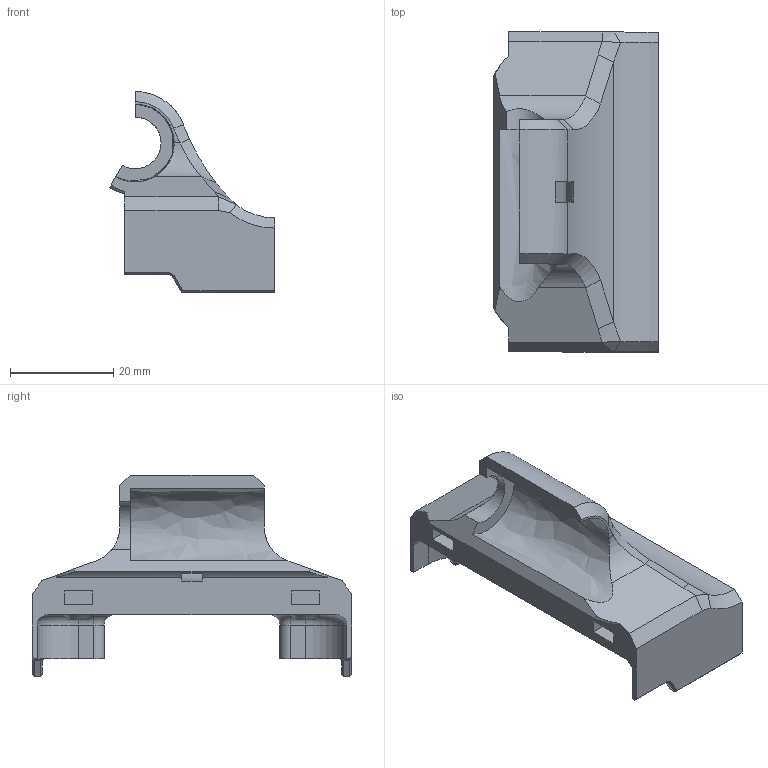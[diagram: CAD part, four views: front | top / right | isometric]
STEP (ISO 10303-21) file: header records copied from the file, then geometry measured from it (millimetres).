
FILE_DESCRIPTION(('FreeCAD Model'),'2;1');
FILE_NAME('RYcarriage.step','2016-11-14T20:05:13',('Author'),(''), 'Open CASCADE STEP processor 6.8','FreeCAD','Unknown');
FILE_SCHEMA(('AUTOMOTIVE_DESIGN_CC2 { 1 2 10303 214 -1 1 5 4 }'));
Length unit declared in the file: millimetre
Products named in the file (2): ASSEMBLY; RYCarriage
Assembly tree (1 placements, depth 2):
  ASSEMBLY
    RYCarriage
Bounding box: 32 x 62 x 39 mm (x, y, z)
Volume: 18715.9 mm3; surface area: 9058.8 mm2
Topology: 1 solids, 1 shells, 122 faces, 322 edges, 206 vertices
Faces by surface type: plane 68, cylinder 28, bspline 16, cone 6, torus 4
Full cylindrical faces by diameter (mm): 3 x4, 6 x2
Entity records: 14304 total; most frequent: CARTESIAN_POINT 8182, DIRECTION 1012, LINE 648, VECTOR 648, ORIENTED_EDGE 644, PCURVE 644, DEFINITIONAL_REPRESENTATION 644, EDGE_CURVE 322
